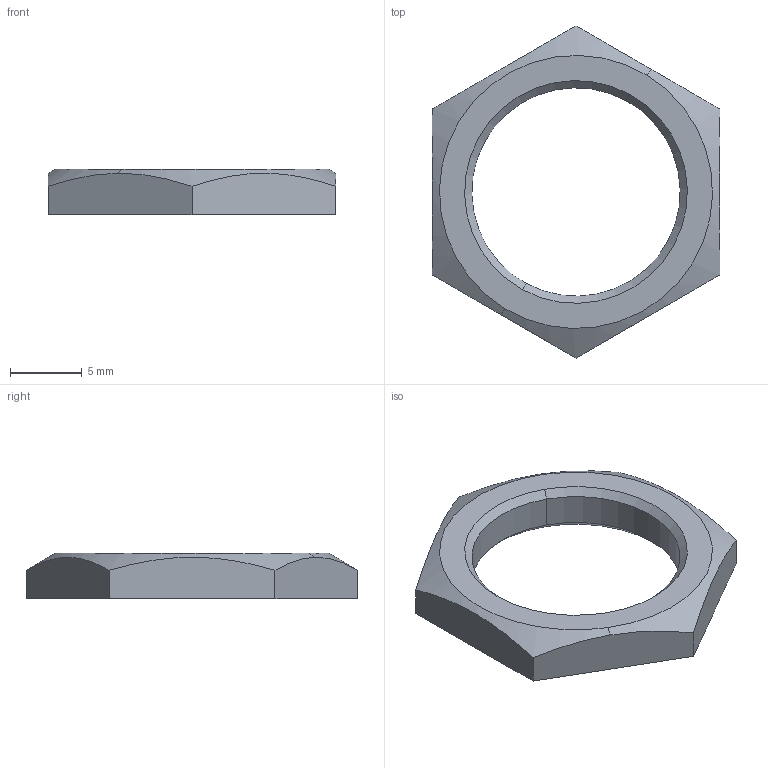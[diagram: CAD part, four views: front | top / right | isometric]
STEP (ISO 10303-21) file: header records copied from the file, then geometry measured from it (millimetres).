
FILE_DESCRIPTION(('CATIA V5 STEP Exchange','CAx-IF Rec.Pracs.--- Model Styling and Organization---1.4--- 2014-01-23'),'2;1');
FILE_NAME ('177827-1_0_1185680000_1185680000.stp','2021-02-03T03:28:05+00:00',('none'),('Weidmueller'),'CATIA Version 5-6 Release 2016 SP3 HF44','CATIA V5 STEP AP214','none');
FILE_SCHEMA(('AUTOMOTIVE_DESIGN { 1 0 10303 214 1 1 1 1 }'));
Length unit declared in the file: millimetre
Products named in the file (1): LOCK NUT_M16
Bounding box: 20 x 23.09 x 3.2 mm (x, y, z)
Volume: 545.6 mm3; surface area: 672.1 mm2
Topology: 1 solids, 1 shells, 16 faces, 38 edges, 24 vertices
Faces by surface type: plane 8, cone 6, cylinder 2
Entity records: 538 total; most frequent: CARTESIAN_POINT 165, ORIENTED_EDGE 76, DIRECTION 58, EDGE_CURVE 38, AXIS2_PLACEMENT_3D 25, VERTEX_POINT 24, VECTOR 20, LINE 20
